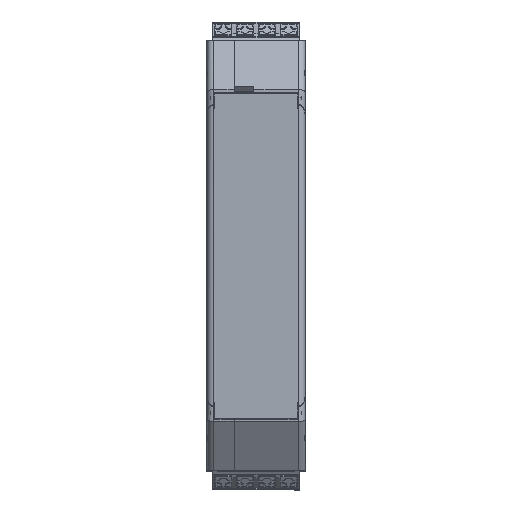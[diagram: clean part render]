
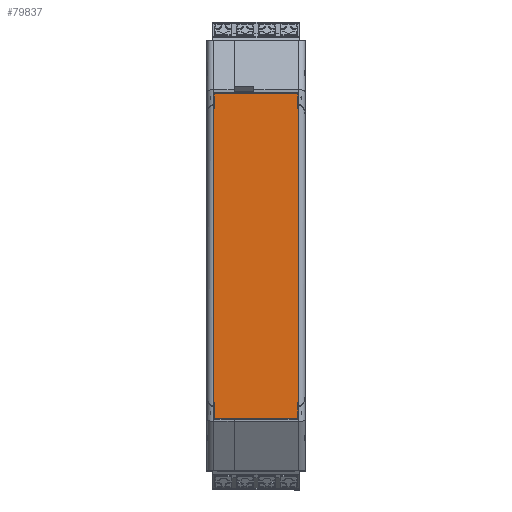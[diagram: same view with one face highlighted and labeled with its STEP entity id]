
A CAD part, top view. The second image highlights one B-rep face of the part: STEP entity #79837.
In plain terms, the highlighted face is planar.
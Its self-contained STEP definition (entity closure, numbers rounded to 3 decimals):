
#5202=VERTEX_POINT('',#113154);
#5203=VERTEX_POINT('',#113156);
#5221=VERTEX_POINT('',#113197);
#5227=VERTEX_POINT('',#113209);
#5234=VERTEX_POINT('',#113238);
#5236=VERTEX_POINT('',#113244);
#5242=VERTEX_POINT('',#113259);
#5243=VERTEX_POINT('',#113260);
#5244=VERTEX_POINT('',#113262);
#5245=VERTEX_POINT('',#113264);
#5246=VERTEX_POINT('',#113266);
#5247=VERTEX_POINT('',#113268);
#13734=VECTOR('',#92713,1.);
#13753=VECTOR('',#92749,1.);
#13764=VECTOR('',#92777,1.);
#13766=VECTOR('',#92783,1.);
#13771=VECTOR('',#92794,1.);
#13772=VECTOR('',#92795,1.);
#13773=VECTOR('',#92796,1.);
#13774=VECTOR('',#92797,1.);
#13775=VECTOR('',#92798,1.);
#13776=VECTOR('',#92799,1.);
#13777=VECTOR('',#92800,1.);
#13778=VECTOR('',#92801,1.);
#24129=LINE('',#113155,#13734);
#24148=LINE('',#113210,#13753);
#24159=LINE('',#113237,#13764);
#24161=LINE('',#113243,#13766);
#24166=LINE('',#113258,#13771);
#24167=LINE('',#113261,#13772);
#24168=LINE('',#113263,#13773);
#24169=LINE('',#113265,#13774);
#24170=LINE('',#113267,#13775);
#24171=LINE('',#113269,#13776);
#24172=LINE('',#113270,#13777);
#24173=LINE('',#113271,#13778);
#34734=EDGE_CURVE('',#5203,#5202,#24129,.T.);
#34759=EDGE_CURVE('',#5227,#5221,#24148,.T.);
#34773=EDGE_CURVE('',#5234,#5221,#24159,.T.);
#34776=EDGE_CURVE('',#5236,#5203,#24161,.T.);
#34783=EDGE_CURVE('',#5242,#5243,#24166,.T.);
#34784=EDGE_CURVE('',#5244,#5243,#24167,.T.);
#34785=EDGE_CURVE('',#5244,#5245,#24168,.T.);
#34786=EDGE_CURVE('',#5246,#5245,#24169,.T.);
#34787=EDGE_CURVE('',#5246,#5247,#24170,.T.);
#34788=EDGE_CURVE('',#5234,#5247,#24171,.T.);
#34789=EDGE_CURVE('',#5227,#5236,#24172,.T.);
#34790=EDGE_CURVE('',#5202,#5242,#24173,.T.);
#49130=ORIENTED_EDGE('',*,*,#34783,.T.);
#49131=ORIENTED_EDGE('',*,*,#34784,.F.);
#49132=ORIENTED_EDGE('',*,*,#34785,.T.);
#49133=ORIENTED_EDGE('',*,*,#34786,.F.);
#49134=ORIENTED_EDGE('',*,*,#34787,.T.);
#49135=ORIENTED_EDGE('',*,*,#34788,.F.);
#49136=ORIENTED_EDGE('',*,*,#34773,.T.);
#49137=ORIENTED_EDGE('',*,*,#34759,.F.);
#49138=ORIENTED_EDGE('',*,*,#34789,.T.);
#49139=ORIENTED_EDGE('',*,*,#34776,.T.);
#49140=ORIENTED_EDGE('',*,*,#34734,.T.);
#49141=ORIENTED_EDGE('',*,*,#34790,.T.);
#70241=EDGE_LOOP('',(#49130,#49131,#49132,#49133,#49134,#49135,#49136,#49137,
#49138,#49139,#49140,#49141));
#75050=FACE_BOUND('',#70241,.T.);
#79837=ADVANCED_FACE('',(#75050),#135199,.T.);
#84526=AXIS2_PLACEMENT_3D('',#113257,#92793,$);
#92713=DIRECTION('',(0.,0.,-1.));
#92749=DIRECTION('',(-1.,0.,0.));
#92777=DIRECTION('',(0.,0.,1.));
#92783=DIRECTION('',(1.,0.,0.));
#92793=DIRECTION('',(0.,1.,0.));
#92794=DIRECTION('',(0.,0.,-1.));
#92795=DIRECTION('',(1.,0.,0.));
#92796=DIRECTION('',(0.,0.,-1.));
#92797=DIRECTION('',(1.,0.,0.));
#92798=DIRECTION('',(0.,0.,1.));
#92799=DIRECTION('',(1.,0.,0.));
#92800=DIRECTION('',(0.,0.,1.));
#92801=DIRECTION('',(1.,0.,0.));
#113154=CARTESIAN_POINT('',(34.6,114.5,7.15));
#113155=CARTESIAN_POINT('',(34.6,114.5,7.3));
#113156=CARTESIAN_POINT('',(34.6,114.5,7.3));
#113197=CARTESIAN_POINT('',(-37.2,114.5,7.15));
#113209=CARTESIAN_POINT('',(-34.6,114.5,7.15));
#113210=CARTESIAN_POINT('',(-34.6,114.5,7.15));
#113237=CARTESIAN_POINT('',(-37.2,114.5,-12.15));
#113238=CARTESIAN_POINT('',(-37.2,114.5,-12.15));
#113243=CARTESIAN_POINT('',(-34.6,114.5,7.3));
#113244=CARTESIAN_POINT('',(-34.6,114.5,7.3));
#113257=CARTESIAN_POINT('',(-37.2,114.5,-10.772));
#113258=CARTESIAN_POINT('',(37.5,114.5,7.15));
#113259=CARTESIAN_POINT('',(37.5,114.5,7.15));
#113260=CARTESIAN_POINT('',(37.5,114.5,-12.15));
#113261=CARTESIAN_POINT('',(34.6,114.5,-12.15));
#113262=CARTESIAN_POINT('',(34.6,114.5,-12.15));
#113263=CARTESIAN_POINT('',(34.6,114.5,-12.15));
#113264=CARTESIAN_POINT('',(34.6,114.5,-12.3));
#113265=CARTESIAN_POINT('',(-34.6,114.5,-12.3));
#113266=CARTESIAN_POINT('',(-34.6,114.5,-12.3));
#113267=CARTESIAN_POINT('',(-34.6,114.5,-12.3));
#113268=CARTESIAN_POINT('',(-34.6,114.5,-12.15));
#113269=CARTESIAN_POINT('',(-37.2,114.5,-12.15));
#113270=CARTESIAN_POINT('',(-34.6,114.5,7.15));
#113271=CARTESIAN_POINT('',(34.6,114.5,7.15));
#135199=PLANE('',#84526);
